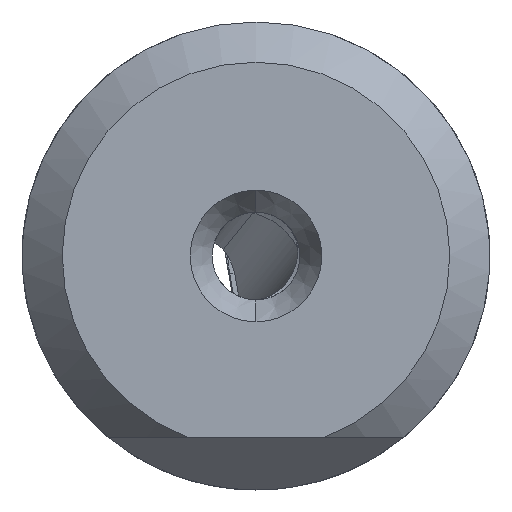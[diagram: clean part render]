
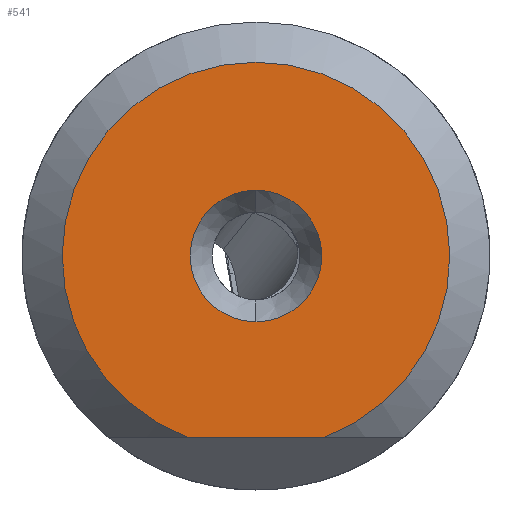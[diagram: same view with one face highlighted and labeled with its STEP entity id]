
A CAD part, left-side view. The second image highlights one B-rep face of the part: STEP entity #541.
In plain terms, the highlighted planar face has unit normal (-1, 0, 0).
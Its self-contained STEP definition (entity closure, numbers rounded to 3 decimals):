
#66 = DIRECTION ( 'NONE',  ( -1., 0., 0. ) ) ;
#87 = DIRECTION ( 'NONE',  ( -1., 0., 0. ) ) ;
#156 = ORIENTED_EDGE ( 'NONE', *, *, #4407, .T. ) ;
#159 = CARTESIAN_POINT ( 'NONE',  ( 0., 0., 0. ) ) ;
#183 = DIRECTION ( 'NONE',  ( 0., 0., 1. ) ) ;
#217 = FACE_OUTER_BOUND ( 'NONE', #4259, .T. ) ;
#387 = EDGE_CURVE ( 'NONE', #1628, #3528, #2472, .T. ) ;
#541 = ADVANCED_FACE ( 'NONE', ( #1088, #217 ), #824, .F. ) ;
#824 = PLANE ( 'NONE',  #4938 ) ;
#1049 = AXIS2_PLACEMENT_3D ( 'NONE', #2377, #87, #2700 ) ;
#1088 = FACE_BOUND ( 'NONE', #2123, .T. ) ;
#1220 = DIRECTION ( 'NONE',  ( 0., -1., 0. ) ) ;
#1558 = EDGE_CURVE ( 'NONE', #1590, #3685, #4001, .T. ) ;
#1590 = VERTEX_POINT ( 'NONE', #3863 ) ;
#1628 = VERTEX_POINT ( 'NONE', #1971 ) ;
#1646 = CARTESIAN_POINT ( 'NONE',  ( 0., 2.25, -6.2 ) ) ;
#1804 = EDGE_CURVE ( 'NONE', #3685, #1590, #2818, .T. ) ;
#1947 = AXIS2_PLACEMENT_3D ( 'NONE', #3525, #2182, #183 ) ;
#1971 = CARTESIAN_POINT ( 'NONE',  ( 0., -2.335, -6.2 ) ) ;
#2123 = EDGE_LOOP ( 'NONE', ( #4047, #4483 ) ) ;
#2176 = DIRECTION ( 'NONE',  ( 1., 0., 0. ) ) ;
#2182 = DIRECTION ( 'NONE',  ( -1., 0., 0. ) ) ;
#2377 = CARTESIAN_POINT ( 'NONE',  ( 0., 0., 0. ) ) ;
#2472 = CIRCLE ( 'NONE', #1049, 6.625 ) ;
#2640 = AXIS2_PLACEMENT_3D ( 'NONE', #159, #66, #4188 ) ;
#2675 = DIRECTION ( 'NONE',  ( 0., 0., -1. ) ) ;
#2700 = DIRECTION ( 'NONE',  ( 0., 0., 1. ) ) ;
#2818 = CIRCLE ( 'NONE', #2640, 2.25 ) ;
#3172 = CARTESIAN_POINT ( 'NONE',  ( 0., 0., -2.25 ) ) ;
#3302 = LINE ( 'NONE', #1646, #3997 ) ;
#3315 = CARTESIAN_POINT ( 'NONE',  ( 0., 2.335, -6.2 ) ) ;
#3525 = CARTESIAN_POINT ( 'NONE',  ( 0., 0., 0. ) ) ;
#3528 = VERTEX_POINT ( 'NONE', #3315 ) ;
#3685 = VERTEX_POINT ( 'NONE', #3172 ) ;
#3863 = CARTESIAN_POINT ( 'NONE',  ( 0., 0., 2.25 ) ) ;
#3997 = VECTOR ( 'NONE', #1220, 1000. ) ;
#4001 = CIRCLE ( 'NONE', #1947, 2.25 ) ;
#4047 = ORIENTED_EDGE ( 'NONE', *, *, #1558, .F. ) ;
#4188 = DIRECTION ( 'NONE',  ( 0., 0., 1. ) ) ;
#4259 = EDGE_LOOP ( 'NONE', ( #4420, #156 ) ) ;
#4407 = EDGE_CURVE ( 'NONE', #3528, #1628, #3302, .T. ) ;
#4419 = CARTESIAN_POINT ( 'NONE',  ( 0., 2.25, 0. ) ) ;
#4420 = ORIENTED_EDGE ( 'NONE', *, *, #387, .T. ) ;
#4483 = ORIENTED_EDGE ( 'NONE', *, *, #1804, .F. ) ;
#4938 = AXIS2_PLACEMENT_3D ( 'NONE', #4419, #2176, #2675 ) ;
